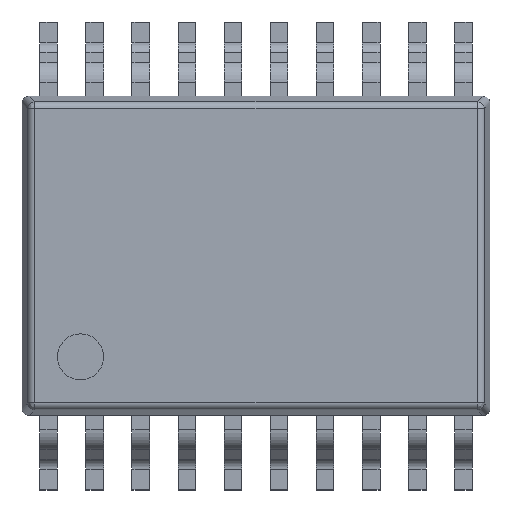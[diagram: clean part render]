
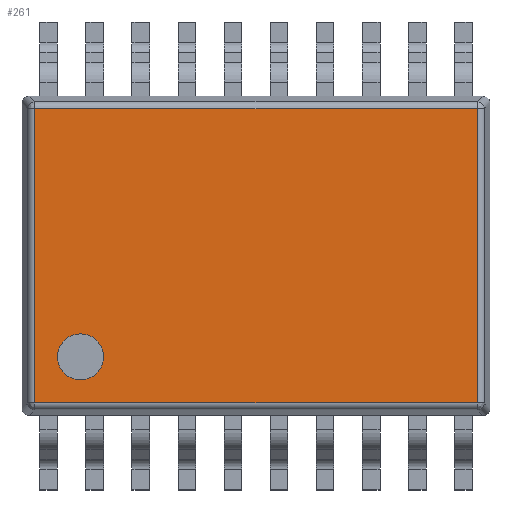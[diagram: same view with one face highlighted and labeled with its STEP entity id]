
A CAD part, top view. The second image highlights one B-rep face of the part: STEP entity #261.
In plain terms, the highlighted planar face has unit normal (0, 0, 1).
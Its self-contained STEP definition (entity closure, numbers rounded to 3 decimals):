
#261=ADVANCED_FACE('',(#3297,#3299),#3301,.T.);
#3297=FACE_BOUND('',#3298,.T.);
#3298=EDGE_LOOP('',(#5761,#5762,#5763,#5764));
#3299=FACE_BOUND('',#3300,.T.);
#3300=EDGE_LOOP('',(#5765));
#3301=PLANE('',#3302);
#3302=AXIS2_PLACEMENT_3D('',#3303,#3304,#3305);
#3303=CARTESIAN_POINT('',(0.,0.,1.2));
#3304=DIRECTION('',(0.,0.,1.));
#3305=DIRECTION('',(1.,0.,0.));
#5761=ORIENTED_EDGE('',*,*,#7477,.T.);
#5762=ORIENTED_EDGE('',*,*,#7478,.T.);
#5763=ORIENTED_EDGE('',*,*,#7479,.T.);
#5764=ORIENTED_EDGE('',*,*,#7480,.T.);
#5765=ORIENTED_EDGE('',*,*,#7481,.T.);
#7477=EDGE_CURVE('',#8375,#8376,#8377,.T.);
#7478=EDGE_CURVE('',#8376,#8378,#8379,.T.);
#7479=EDGE_CURVE('',#8378,#8380,#8381,.T.);
#7480=EDGE_CURVE('',#8380,#8375,#8382,.T.);
#7481=EDGE_CURVE('',#8383,#8383,#8384,.F.);
#8375=VERTEX_POINT('',#10011);
#8376=VERTEX_POINT('',#10012);
#8377=LINE('',#10013,#10014);
#8378=VERTEX_POINT('',#10016);
#8379=LINE('',#10017,#10018);
#8380=VERTEX_POINT('',#10020);
#8381=LINE('',#10021,#10022);
#8382=LINE('',#10024,#10025);
#8383=VERTEX_POINT('',#10027);
#8384=CIRCLE('',#10028,0.325);
#10011=CARTESIAN_POINT('',(3.123,2.073,1.2));
#10012=CARTESIAN_POINT('',(-3.123,2.073,1.2));
#10013=CARTESIAN_POINT('',(3.123,2.073,1.2));
#10014=VECTOR('',#10015,1.);
#10015=DIRECTION('',(-1.,0.,0.));
#10016=CARTESIAN_POINT('',(-3.123,-2.073,1.2));
#10017=CARTESIAN_POINT('',(-3.123,2.073,1.2));
#10018=VECTOR('',#10019,1.);
#10019=DIRECTION('',(0.,-1.,0.));
#10020=CARTESIAN_POINT('',(3.123,-2.073,1.2));
#10021=CARTESIAN_POINT('',(-3.123,-2.073,1.2));
#10022=VECTOR('',#10023,1.);
#10023=DIRECTION('',(1.,0.,0.));
#10024=CARTESIAN_POINT('',(3.123,-2.073,1.2));
#10025=VECTOR('',#10026,1.);
#10026=DIRECTION('',(0.,1.,0.));
#10027=CARTESIAN_POINT('',(-2.15,-1.425,1.2));
#10028=AXIS2_PLACEMENT_3D('',#10029,#10030,#10031);
#10029=CARTESIAN_POINT('',(-2.475,-1.425,1.2));
#10030=DIRECTION('',(0.,0.,1.));
#10031=DIRECTION('',(1.,0.,0.));
